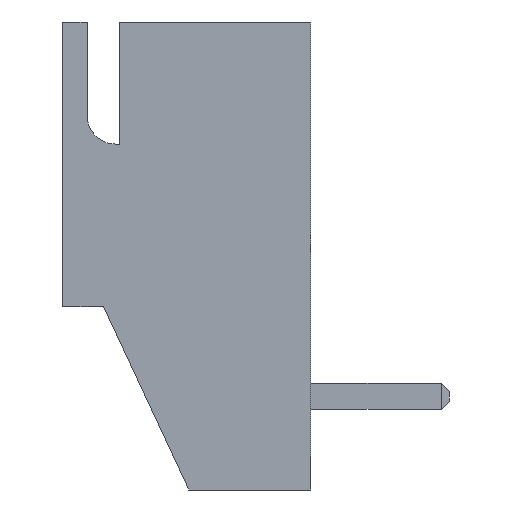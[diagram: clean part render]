
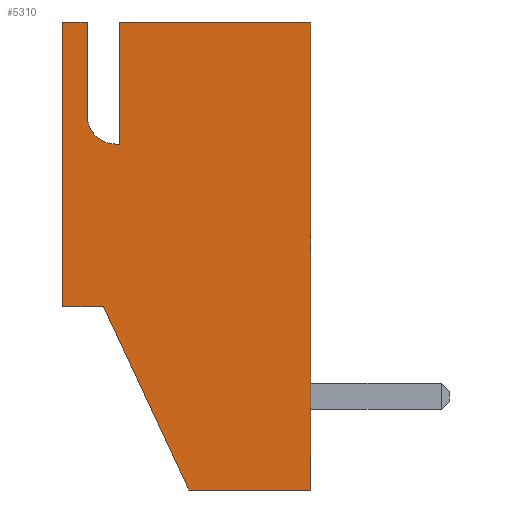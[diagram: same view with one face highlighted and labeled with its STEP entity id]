
A CAD part, left-side view. The second image highlights one B-rep face of the part: STEP entity #5310.
In plain terms, the highlighted planar face has unit normal (-1, 0, 0).
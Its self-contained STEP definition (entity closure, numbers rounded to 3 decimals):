
#66=CIRCLE('',#5638,0.7);
#166=FACE_OUTER_BOUND('',#472,.T.);
#472=EDGE_LOOP('',(#3669,#3670,#3671,#3672,#3673,#3674,#3675,#3676,#3677,
#3678,#3679));
#832=LINE('',#7539,#1550);
#836=LINE('',#7547,#1554);
#838=LINE('',#7552,#1556);
#846=LINE('',#7569,#1564);
#863=LINE('',#7606,#1581);
#896=LINE('',#7677,#1614);
#900=LINE('',#7687,#1618);
#901=LINE('',#7689,#1619);
#902=LINE('',#7691,#1620);
#903=LINE('',#7692,#1621);
#1550=VECTOR('',#6050,10.);
#1554=VECTOR('',#6058,10.);
#1556=VECTOR('',#6062,10.);
#1564=VECTOR('',#6074,10.);
#1581=VECTOR('',#6113,10.);
#1614=VECTOR('',#6168,10.);
#1618=VECTOR('',#6180,10.);
#1619=VECTOR('',#6183,10.);
#1620=VECTOR('',#6184,10.);
#1621=VECTOR('',#6185,10.);
#2267=VERTEX_POINT('',#7536);
#2268=VERTEX_POINT('',#7538);
#2270=VERTEX_POINT('',#7546);
#2271=VERTEX_POINT('',#7550);
#2272=VERTEX_POINT('',#7551);
#2279=VERTEX_POINT('',#7568);
#2288=VERTEX_POINT('',#7605);
#2314=VERTEX_POINT('',#7674);
#2315=VERTEX_POINT('',#7676);
#2317=VERTEX_POINT('',#7682);
#2318=VERTEX_POINT('',#7690);
#2760=EDGE_CURVE('',#2268,#2267,#832,.T.);
#2764=EDGE_CURVE('',#2270,#2268,#836,.T.);
#2766=EDGE_CURVE('',#2271,#2272,#838,.T.);
#2774=EDGE_CURVE('',#2272,#2279,#846,.T.);
#2793=EDGE_CURVE('',#2288,#2270,#863,.T.);
#2828=EDGE_CURVE('',#2315,#2314,#896,.T.);
#2831=EDGE_CURVE('',#2317,#2288,#66,.T.);
#2834=EDGE_CURVE('',#2314,#2317,#900,.T.);
#2835=EDGE_CURVE('',#2267,#2271,#901,.T.);
#2836=EDGE_CURVE('',#2279,#2318,#902,.T.);
#2837=EDGE_CURVE('',#2318,#2315,#903,.T.);
#3669=ORIENTED_EDGE('',*,*,#2828,.T.);
#3670=ORIENTED_EDGE('',*,*,#2834,.T.);
#3671=ORIENTED_EDGE('',*,*,#2831,.T.);
#3672=ORIENTED_EDGE('',*,*,#2793,.T.);
#3673=ORIENTED_EDGE('',*,*,#2764,.T.);
#3674=ORIENTED_EDGE('',*,*,#2760,.T.);
#3675=ORIENTED_EDGE('',*,*,#2835,.T.);
#3676=ORIENTED_EDGE('',*,*,#2766,.T.);
#3677=ORIENTED_EDGE('',*,*,#2774,.T.);
#3678=ORIENTED_EDGE('',*,*,#2836,.T.);
#3679=ORIENTED_EDGE('',*,*,#2837,.T.);
#5024=PLANE('',#5640);
#5310=ADVANCED_FACE('',(#166),#5024,.T.);
#5638=AXIS2_PLACEMENT_3D('',#7683,#6174,#6175);
#5640=AXIS2_PLACEMENT_3D('',#7688,#6181,#6182);
#6050=DIRECTION('',(0.,0.,-1.));
#6058=DIRECTION('',(0.,1.,0.));
#6062=DIRECTION('',(0.,-0.423,-0.906));
#6074=DIRECTION('',(0.,-1.,0.));
#6113=DIRECTION('',(0.,0.,1.));
#6168=DIRECTION('',(0.,0.,-1.));
#6174=DIRECTION('center_axis',(1.,0.,0.));
#6175=DIRECTION('ref_axis',(0.,0.,-1.));
#6180=DIRECTION('',(0.,1.,0.));
#6181=DIRECTION('center_axis',(-1.,0.,0.));
#6182=DIRECTION('ref_axis',(0.,0.,1.));
#6183=DIRECTION('',(0.,-1.,0.));
#6184=DIRECTION('',(0.,0.,1.));
#6185=DIRECTION('',(0.,1.,0.));
#7536=CARTESIAN_POINT('',(-13.7,6.1,-7.));
#7538=CARTESIAN_POINT('',(-13.7,6.1,0.));
#7539=CARTESIAN_POINT('',(-13.7,6.1,0.));
#7546=CARTESIAN_POINT('',(-13.7,5.5,0.));
#7547=CARTESIAN_POINT('',(-13.7,0.,0.));
#7550=CARTESIAN_POINT('',(-13.7,5.1,-7.));
#7551=CARTESIAN_POINT('',(-13.7,3.,-11.5));
#7552=CARTESIAN_POINT('',(-13.7,5.1,-7.));
#7568=CARTESIAN_POINT('',(-13.7,0.,-11.5));
#7569=CARTESIAN_POINT('',(-13.7,3.,-11.5));
#7605=CARTESIAN_POINT('',(-13.7,5.5,-2.3));
#7606=CARTESIAN_POINT('',(-13.7,5.5,-5.25));
#7674=CARTESIAN_POINT('',(-13.7,4.7,-3.));
#7676=CARTESIAN_POINT('',(-13.7,4.7,0.));
#7677=CARTESIAN_POINT('',(-13.7,4.7,-3.25));
#7682=CARTESIAN_POINT('',(-13.7,4.8,-3.));
#7683=CARTESIAN_POINT('Origin',(-13.7,4.8,-2.3));
#7687=CARTESIAN_POINT('',(-13.7,3.925,-3.));
#7688=CARTESIAN_POINT('Origin',(-13.7,3.05,-3.5));
#7689=CARTESIAN_POINT('',(-13.7,6.1,-7.));
#7690=CARTESIAN_POINT('',(-13.7,0.,0.));
#7691=CARTESIAN_POINT('',(-13.7,0.,-11.5));
#7692=CARTESIAN_POINT('',(-13.7,0.,0.));
